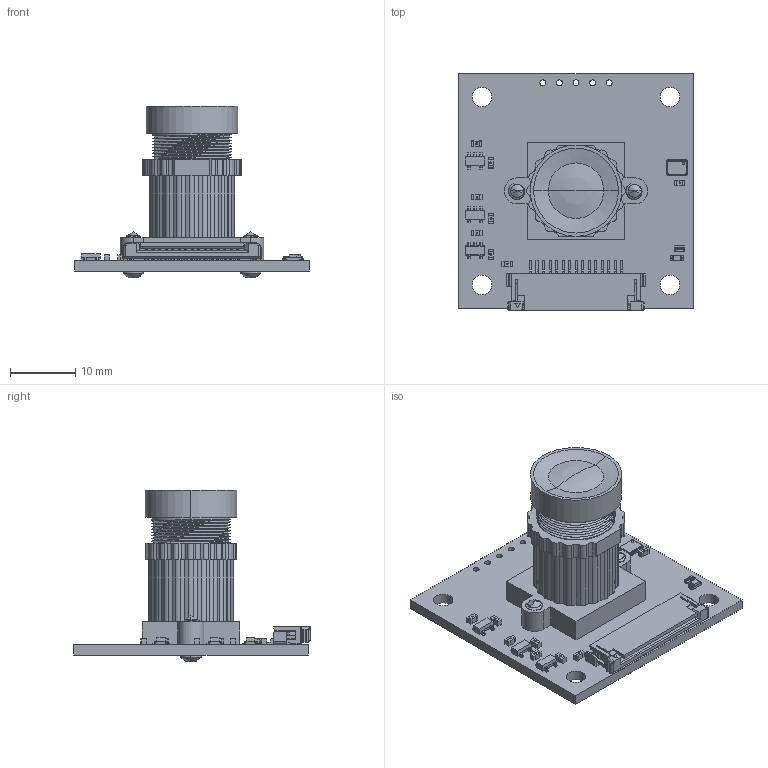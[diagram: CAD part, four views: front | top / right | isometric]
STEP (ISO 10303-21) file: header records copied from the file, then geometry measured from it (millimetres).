
FILE_DESCRIPTION((''),'2;1');
FILE_NAME('B0031_ASM','2021-07-05T17:22:36',('Arducam'),(''),'CREO PARAMETRIC BY PTC INC, 2019080','CREO PARAMETRIC BY PTC INC, 2019080','');
FILE_SCHEMA(('AUTOMOTIVE_DESIGN { 1 0 10303 214 1 1 1 1 }'));
Products named in the file (59): BOARD; R0603_1; R0603_2; R0603_ASM; R1_ASM; SW3DPS-SOT-23-5-DEFAULT; U3_ASM; U4_ASM; USER_LIBRARY-3225-1_1; USER_LIBRARY-3225-1_2; USER_LIBRARY-3225-1_3; USER_LIBRARY-3225-1_4; USER_LIBRARY-3225-1_5; USER_LIBRARY-3225-1_6; USER_LIBRARY-3225-1_ASM; G1_ASM; OPEN_CASCADE_STEP_TRANSLA-42546; OPEN_CASCADE_STEP_TRANSL-100315; 522071533_ASM; P1_ASM; R2_ASM; 0603_C; C3_ASM; U1_ASM; EXTRUDED-108343; 1165039816_ASM; EXTRUDED-108715; 1165045528_ASM; U2_ASM; C7_ASM; C8_ASM; USER_LIBRARY-FB_1608_PAD001; USER_LIBRARY-FB_1608_CUT_1; USER_LIBRARY-FB_1608_CUT_2; USER_LIBRARY-FB_1608_CUT_ASM; USER_LIBRARY-FB_1608_ASM; L1_ASM; R3_ASM; 1212124000_1; 1212124000_2 ...
Assembly tree (73 placements, depth 7):
  B0031_ASM
    UC-261_ASM
      PCB_ASM
        BOARD
        R1_ASM
          R0603_ASM
            R0603_1
            R0603_2
        U3_ASM
          SW3DPS-SOT-23-5-DEFAULT
        U4_ASM
          SW3DPS-SOT-23-5-DEFAULT
        G1_ASM
          USER_LIBRARY-3225-1_ASM
            USER_LIBRARY-3225-1_1
            USER_LIBRARY-3225-1_2
            USER_LIBRARY-3225-1_3
            USER_LIBRARY-3225-1_4
            USER_LIBRARY-3225-1_5
            USER_LIBRARY-3225-1_6
        P1_ASM
          522071533_ASM
            OPEN_CASCADE_STEP_TRANSLA-42546
            OPEN_CASCADE_STEP_TRANSL-100315
        R2_ASM
          R0603_ASM
            R0603_1
            R0603_2
        C3_ASM
          0603_C
        U1_ASM
          SW3DPS-SOT-23-5-DEFAULT
        U2_ASM
          1165039816_ASM
            EXTRUDED-108343
          1165045528_ASM
            EXTRUDED-108715
        C7_ASM
          0603_C
        C8_ASM
          0603_C
        L1_ASM
          USER_LIBRARY-FB_1608_ASM
            USER_LIBRARY-FB_1608_PAD001
            USER_LIBRARY-FB_1608_CUT_ASM
              USER_LIBRARY-FB_1608_CUT_1
              USER_LIBRARY-FB_1608_CUT_2
        R3_ASM
          R0603_ASM
            R0603_1
            R0603_2
        V1_ASM
          1212124000_ASM
            1212124000_1
            1212124000_2
            1212124000_3
            1212124000_4
            1212124000_5
        C9_ASM
          0603_C
Bounding box: 36 x 36.32 x 26.37 mm (x, y, z)
Volume: 5105.6 mm3; surface area: 7286.8 mm2
Topology: 42 solids, 42 shells, 2393 faces, 6431 edges, 4059 vertices
Faces by surface type: plane 1422, cylinder 549, extrusion 246, sphere 110, bspline 46, torus 12, cone 8
Entity records: 72799 total; most frequent: CARTESIAN_POINT 23148, ORIENTED_EDGE 8444, DIRECTION 7756, EDGE_CURVE 4222, VECTOR 3396, LINE 3338, VERTEX_POINT 2752, AXIS2_PLACEMENT_3D 2180
